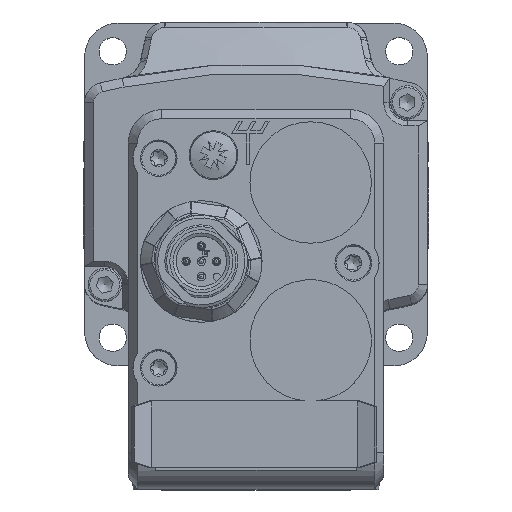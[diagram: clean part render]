
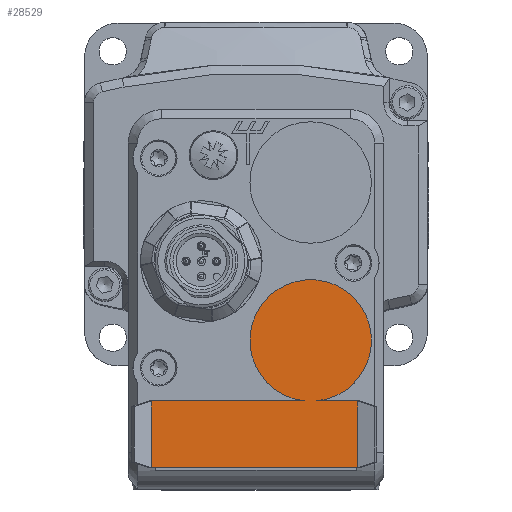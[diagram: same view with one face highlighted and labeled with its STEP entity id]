
A CAD part, top view. The second image highlights one B-rep face of the part: STEP entity #28529.
In plain terms, the highlighted planar face has unit normal (0, 0, 1).
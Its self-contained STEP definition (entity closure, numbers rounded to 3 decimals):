
#2288=PLANE('',#30092);
#3858=FACE_OUTER_BOUND('',#5433,.T.);
#5433=EDGE_LOOP('',(#23930,#23931,#23932,#23933,#23934,#23935));
#7702=LINE('',#50338,#9931);
#7703=LINE('',#50340,#9932);
#7704=LINE('',#50342,#9933);
#7705=LINE('',#50344,#9934);
#7706=LINE('',#50345,#9935);
#9931=VECTOR('',#34975,10.);
#9932=VECTOR('',#34976,10.);
#9933=VECTOR('',#34977,10.);
#9934=VECTOR('',#34978,10.);
#9935=VECTOR('',#34979,10.);
#10698=CIRCLE('',#30093,10.);
#13116=VERTEX_POINT('',#50334);
#13117=VERTEX_POINT('',#50335);
#13118=VERTEX_POINT('',#50337);
#13119=VERTEX_POINT('',#50339);
#13120=VERTEX_POINT('',#50341);
#13121=VERTEX_POINT('',#50343);
#16897=EDGE_CURVE('',#13116,#13117,#10698,.T.);
#16898=EDGE_CURVE('',#13117,#13118,#7702,.T.);
#16899=EDGE_CURVE('',#13118,#13119,#7703,.T.);
#16900=EDGE_CURVE('',#13119,#13120,#7704,.T.);
#16901=EDGE_CURVE('',#13120,#13121,#7705,.T.);
#16902=EDGE_CURVE('',#13121,#13116,#7706,.T.);
#23930=ORIENTED_EDGE('',*,*,#16897,.T.);
#23931=ORIENTED_EDGE('',*,*,#16898,.T.);
#23932=ORIENTED_EDGE('',*,*,#16899,.T.);
#23933=ORIENTED_EDGE('',*,*,#16900,.T.);
#23934=ORIENTED_EDGE('',*,*,#16901,.T.);
#23935=ORIENTED_EDGE('',*,*,#16902,.T.);
#28529=ADVANCED_FACE('',(#3858),#2288,.F.);
#30092=AXIS2_PLACEMENT_3D('',#50333,#34971,#34972);
#30093=AXIS2_PLACEMENT_3D('',#50336,#34973,#34974);
#34971=DIRECTION('center_axis',(0.,0.,
-1.));
#34972=DIRECTION('ref_axis',(1.,0.,0.));
#34973=DIRECTION('center_axis',(0.,0.,
1.));
#34974=DIRECTION('ref_axis',(1.,0.,0.));
#34975=DIRECTION('',(-1.,0.,0.));
#34976=DIRECTION('',(0.,-1.,0.));
#34977=DIRECTION('',(1.,0.,0.));
#34978=DIRECTION('',(0.,1.,0.));
#34979=DIRECTION('',(-1.,0.,0.));
#50333=CARTESIAN_POINT('Origin',(9.,-24.2,107.));
#50334=CARTESIAN_POINT('',(9.999,-34.15,107.));
#50335=CARTESIAN_POINT('',(8.001,-34.15,107.));
#50336=CARTESIAN_POINT('Origin',(9.,-24.2,107.));
#50337=CARTESIAN_POINT('',(-17.25,-34.15,107.));
#50338=CARTESIAN_POINT('',(-17.25,-34.15,107.));
#50339=CARTESIAN_POINT('',(-17.25,-45.15,107.));
#50340=CARTESIAN_POINT('',(-17.25,-45.15,107.));
#50341=CARTESIAN_POINT('',(16.75,-45.15,107.));
#50342=CARTESIAN_POINT('',(16.75,-45.15,107.));
#50343=CARTESIAN_POINT('',(16.75,-34.15,107.));
#50344=CARTESIAN_POINT('',(16.75,-34.15,107.));
#50345=CARTESIAN_POINT('',(-17.25,-34.15,107.));
